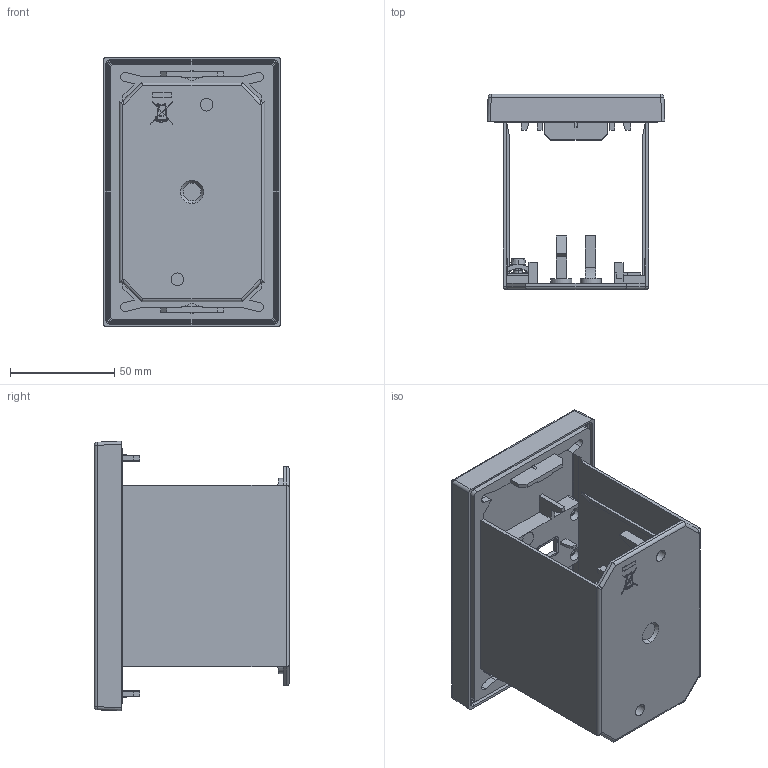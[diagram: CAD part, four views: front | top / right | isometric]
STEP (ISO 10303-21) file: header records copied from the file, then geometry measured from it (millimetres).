
FILE_DESCRIPTION((''),'2;1');
FILE_NAME('004600210_CP-IP41_ASM','2021-08-13T',('marketing.praksa'),('Audax d.o.o.'),'CREO PARAMETRIC BY PTC INC, 2017480','CREO PARAMETRIC BY PTC INC, 2017480','');
FILE_SCHEMA(('AUTOMOTIVE_DESIGN { 1 0 10303 214 1 1 1 1 }'));
Length unit declared in the file: millimetre
Products named in the file (11): 37422373_47_1_1; 37551740_8_1_1; 37300728_VIJAK_2_1_1; 37300729_PODLOZKA_2_1_1; 38300094_VIJAK_S_PODLOZKO_ASM_3_ASM; 37422369-W-IP41_10_1; PRT9538_1_1; PRT9538_1_2; PRT9538_1_3; PRT9538_1_ASM; 004600210_CP-IP41_ASM
Assembly tree (11 placements, depth 3):
  004600210_CP-IP41_ASM
    37422373_47_1_1
    37551740_8_1_1
    38300094_VIJAK_S_PODLOZKO_ASM_3_ASM  x2
      37300728_VIJAK_2_1_1
      37300729_PODLOZKA_2_1_1
    37422369-W-IP41_10_1
    PRT9538_1_ASM
      PRT9538_1_1
      PRT9538_1_2
      PRT9538_1_3
Bounding box: 85 x 93.6 x 129 mm (x, y, z)
Volume: 89790.1 mm3; surface area: 102835.4 mm2
Topology: 10 solids, 10 shells, 1426 faces, 3882 edges, 2564 vertices
Faces by surface type: plane 1016, cylinder 230, cone 78, torus 48, bspline 40, sphere 14
Entity records: 61913 total; most frequent: CARTESIAN_POINT 9481, ORIENTED_EDGE 6906, DIRECTION 6352, PRESENTATION_STYLE_ASSIGNMENT 4743, STYLED_ITEM 4743, CURVE_STYLE 3453, EDGE_CURVE 3453, VECTOR 2666
